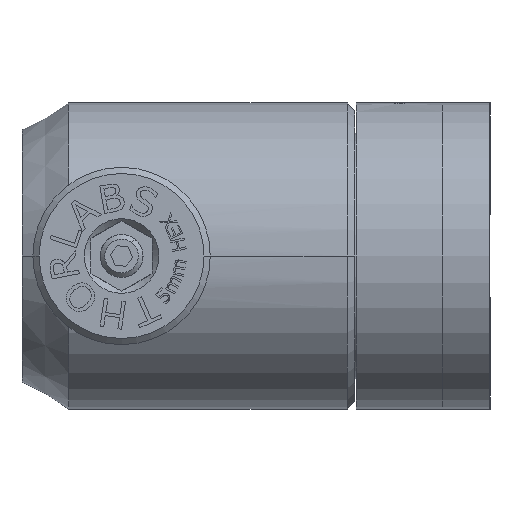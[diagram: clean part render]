
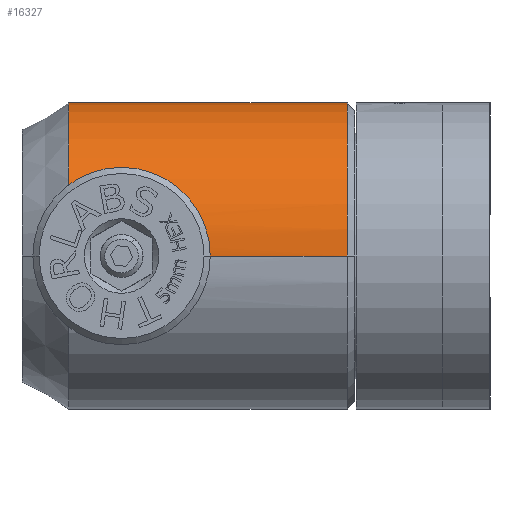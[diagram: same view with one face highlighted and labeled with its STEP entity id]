
A CAD part, left-side view. The second image highlights one B-rep face of the part: STEP entity #16327.
In plain terms, the highlighted cylindrical face has radius 12.497 mm (diameter 24.994 mm), a partial arc.
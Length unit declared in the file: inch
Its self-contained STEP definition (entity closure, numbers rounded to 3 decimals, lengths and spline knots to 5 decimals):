
#389 = CARTESIAN_POINT ( 'NONE',  ( -0.53744, 1.05506, 0. ) ) ;
#390 = CARTESIAN_POINT ( 'NONE',  ( -0.53744, 0.81823, 0. ) ) ;
#396 = CARTESIAN_POINT ( 'NONE',  ( -0.53744, 1.10664, 0. ) ) ;
#397 = CARTESIAN_POINT ( 'NONE',  ( 0.44656, 1.10664, 0. ) ) ;
#408 = CARTESIAN_POINT ( 'NONE',  ( 0.44656, 0.21164, 0. ) ) ;
#409 = CARTESIAN_POINT ( 'NONE',  ( -0.53744, 0.21164, 0. ) ) ;
#1129 = CIRCLE ( 'NONE', #1132, 0.492 ) ;
#1132 = AXIS2_PLACEMENT_3D ( 'NONE', #17539, #17540, #17541 ) ;
#1154 = CIRCLE ( 'NONE', #1156, 0.492 ) ;
#1156 = AXIS2_PLACEMENT_3D ( 'NONE', #17584, #17585, #17586 ) ;
#1166 = VECTOR ( 'NONE', #17648, 39.37008 ) ;
#1167 = VECTOR ( 'NONE', #17650, 39.37008 ) ;
#1170 = VECTOR ( 'NONE', #17654, 39.37008 ) ;
#1277 = AXIS2_PLACEMENT_3D ( 'NONE', #16850, #16851, #16852 ) ;
#4130 = EDGE_LOOP ( 'NONE', ( #24427, #24428, #24426, #24429, #24539, #24538 ) ) ;
#6746 = LINE ( 'NONE', #17647, #1166 ) ;
#6747 = LINE ( 'NONE', #17649, #1167 ) ;
#6749 = LINE ( 'NONE', #17653, #1170 ) ;
#6798 = FACE_OUTER_BOUND ( 'NONE', #4130, .T. ) ;
#6801 = CYLINDRICAL_SURFACE ( 'NONE', #1277, 0.492 ) ;
#8882 = B_SPLINE_CURVE_WITH_KNOTS ( 'NONE', 3,
 ( #17476, #17477, #17478, #17479, #17480, #17481, #17482, #17483, #17484, #17485, #17486, #17487, #17488, #17489, #17490, #17491, #17492, #17493, #17494, #17495, #17496, #17497, #17498, #17499, #17500, #17501, #17502, #17503 ),
 .UNSPECIFIED., .F., .F.,
 ( 4, 2, 2, 2, 2, 2, 2, 2, 2, 2, 2, 2, 2, 4 ),
 ( 0.49985, 0.56237, 0.59363, 0.62489, 0.68741, 0.71866, 0.74992, 0.81244, 0.82807, 0.8437, 0.87496, 0.93748, 0.96874, 1. ),
 .UNSPECIFIED. ) ;
#16218 = EDGE_CURVE ( 'NONE', #24605, #24606, #8882, .T. ) ;
#16224 = EDGE_CURVE ( 'NONE', #24613, #24612, #1129, .T. ) ;
#16242 = EDGE_CURVE ( 'NONE', #24625, #24624, #1154, .T. ) ;
#16251 = EDGE_CURVE ( 'NONE', #24606, #24625, #6746, .T. ) ;
#16252 = EDGE_CURVE ( 'NONE', #24612, #24605, #6747, .T. ) ;
#16254 = EDGE_CURVE ( 'NONE', #24613, #24624, #6749, .T. ) ;
#16327 = ADVANCED_FACE ( 'NONE', ( #6798 ), #6801, .T. ) ;
#16850 = CARTESIAN_POINT ( 'NONE',  ( -0.04544, 1.25664, 0. ) ) ;
#16851 = DIRECTION ( 'NONE',  ( 0., -1., 0. ) ) ;
#16852 = DIRECTION ( 'NONE',  ( 1., 0., 0. ) ) ;
#17476 = CARTESIAN_POINT ( 'NONE',  ( -0.53744, 1.05506, 0. ) ) ;
#17477 = CARTESIAN_POINT ( 'NONE',  ( -0.53744, 1.05508, 0.0164 ) ) ;
#17478 = CARTESIAN_POINT ( 'NONE',  ( -0.53662, 1.05204, 0.03234 ) ) ;
#17479 = CARTESIAN_POINT ( 'NONE',  ( -0.53435, 1.04288, 0.05557 ) ) ;
#17480 = CARTESIAN_POINT ( 'NONE',  ( -0.53347, 1.03926, 0.06274 ) ) ;
#17481 = CARTESIAN_POINT ( 'NONE',  ( -0.53155, 1.03074, 0.0762 ) ) ;
#17482 = CARTESIAN_POINT ( 'NONE',  ( -0.53052, 1.02587, 0.08245 ) ) ;
#17483 = CARTESIAN_POINT ( 'NONE',  ( -0.52736, 1.00942, 0.09977 ) ) ;
#17484 = CARTESIAN_POINT ( 'NONE',  ( -0.52532, 0.99662, 0.10873 ) ) ;
#17485 = CARTESIAN_POINT ( 'NONE',  ( -0.52301, 0.97472, 0.11831 ) ) ;
#17486 = CARTESIAN_POINT ( 'NONE',  ( -0.52239, 0.96719, 0.12076 ) ) ;
#17487 = CARTESIAN_POINT ( 'NONE',  ( -0.52157, 0.95205, 0.12397 ) ) ;
#17488 = CARTESIAN_POINT ( 'NONE',  ( -0.52135, 0.94439, 0.12478 ) ) ;
#17489 = CARTESIAN_POINT ( 'NONE',  ( -0.52135, 0.92109, 0.1248 ) ) ;
#17490 = CARTESIAN_POINT ( 'NONE',  ( -0.52222, 0.90599, 0.12159 ) ) ;
#17491 = CARTESIAN_POINT ( 'NONE',  ( -0.52417, 0.88753, 0.1135 ) ) ;
#17492 = CARTESIAN_POINT ( 'NONE',  ( -0.52458, 0.88405, 0.11177 ) ) ;
#17493 = CARTESIAN_POINT ( 'NONE',  ( -0.52546, 0.87721, 0.10793 ) ) ;
#17494 = CARTESIAN_POINT ( 'NONE',  ( -0.52592, 0.8739, 0.10585 ) ) ;
#17495 = CARTESIAN_POINT ( 'NONE',  ( -0.52737, 0.86431, 0.09913 ) ) ;
#17496 = CARTESIAN_POINT ( 'NONE',  ( -0.52841, 0.85837, 0.094 ) ) ;
#17497 = CARTESIAN_POINT ( 'NONE',  ( -0.53158, 0.84189, 0.07662 ) ) ;
#17498 = CARTESIAN_POINT ( 'NONE',  ( -0.53361, 0.83343, 0.06321 ) ) ;
#17499 = CARTESIAN_POINT ( 'NONE',  ( -0.53586, 0.82432, 0.04012 ) ) ;
#17500 = CARTESIAN_POINT ( 'NONE',  ( -0.53645, 0.82202, 0.03222 ) ) ;
#17501 = CARTESIAN_POINT ( 'NONE',  ( -0.53724, 0.81898, 0.01627 ) ) ;
#17502 = CARTESIAN_POINT ( 'NONE',  ( -0.53744, 0.81822, 0.00819 ) ) ;
#17503 = CARTESIAN_POINT ( 'NONE',  ( -0.53744, 0.81823, 0. ) ) ;
#17539 = CARTESIAN_POINT ( 'NONE',  ( -0.04544, 1.10664, 0. ) ) ;
#17540 = DIRECTION ( 'NONE',  ( 0., -1., 0. ) ) ;
#17541 = DIRECTION ( 'NONE',  ( -1., 0., 0. ) ) ;
#17584 = CARTESIAN_POINT ( 'NONE',  ( -0.04544, 0.21164, 0. ) ) ;
#17585 = DIRECTION ( 'NONE',  ( 0., 1., 0. ) ) ;
#17586 = DIRECTION ( 'NONE',  ( -1., 0., 0. ) ) ;
#17647 = CARTESIAN_POINT ( 'NONE',  ( -0.53744, 1.25664, 0. ) ) ;
#17648 = DIRECTION ( 'NONE',  ( 0., -1., 0. ) ) ;
#17649 = CARTESIAN_POINT ( 'NONE',  ( -0.53744, 1.25664, 0. ) ) ;
#17650 = DIRECTION ( 'NONE',  ( 0., -1., 0. ) ) ;
#17653 = CARTESIAN_POINT ( 'NONE',  ( 0.44656, 1.25664, 0. ) ) ;
#17654 = DIRECTION ( 'NONE',  ( 0., -1., 0. ) ) ;
#24426 = ORIENTED_EDGE ( 'NONE', *, *, #16218, .T. ) ;
#24427 = ORIENTED_EDGE ( 'NONE', *, *, #16224, .T. ) ;
#24428 = ORIENTED_EDGE ( 'NONE', *, *, #16252, .T. ) ;
#24429 = ORIENTED_EDGE ( 'NONE', *, *, #16251, .T. ) ;
#24538 = ORIENTED_EDGE ( 'NONE', *, *, #16254, .F. ) ;
#24539 = ORIENTED_EDGE ( 'NONE', *, *, #16242, .T. ) ;
#24605 = VERTEX_POINT ( 'NONE', #389 ) ;
#24606 = VERTEX_POINT ( 'NONE', #390 ) ;
#24612 = VERTEX_POINT ( 'NONE', #396 ) ;
#24613 = VERTEX_POINT ( 'NONE', #397 ) ;
#24624 = VERTEX_POINT ( 'NONE', #408 ) ;
#24625 = VERTEX_POINT ( 'NONE', #409 ) ;
